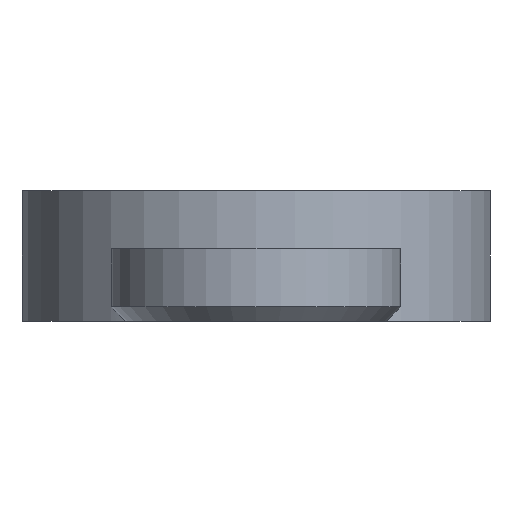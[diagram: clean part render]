
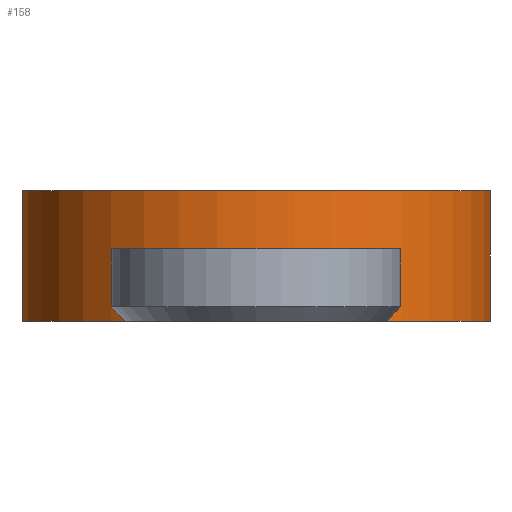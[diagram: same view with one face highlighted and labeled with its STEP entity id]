
A CAD part, left-side view. The second image highlights one B-rep face of the part: STEP entity #158.
In plain terms, the highlighted cylindrical face has radius 16.2 mm (diameter 32.4 mm), a partial arc.
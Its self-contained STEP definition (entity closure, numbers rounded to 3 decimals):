
#32 = VERTEX_POINT('',#33);
#33 = CARTESIAN_POINT('',(-12.745,-10.,5.));
#39 = EDGE_CURVE('',#40,#32,#42,.T.);
#40 = VERTEX_POINT('',#41);
#41 = CARTESIAN_POINT('',(-12.745,-10.,1.));
#42 = LINE('',#43,#44);
#43 = CARTESIAN_POINT('',(-12.745,-10.,0.));
#44 = VECTOR('',#45,1.);
#45 = DIRECTION('',(0.,0.,1.));
#103 = EDGE_CURVE('',#40,#104,#106,.T.);
#104 = VERTEX_POINT('',#105);
#105 = CARTESIAN_POINT('',(-13.47,-9.,0.));
#106 = ELLIPSE('',#107,22.91,16.2);
#107 = AXIS2_PLACEMENT_3D('',#108,#109,#110);
#108 = CARTESIAN_POINT('',(0.,0.,-9.));
#109 = DIRECTION('',(0.,-0.707,-0.707));
#110 = DIRECTION('',(0.,0.707,-0.707));
#128 = EDGE_CURVE('',#129,#32,#131,.T.);
#129 = VERTEX_POINT('',#130);
#130 = CARTESIAN_POINT('',(-12.745,10.,5.));
#131 = CIRCLE('',#132,16.2);
#132 = AXIS2_PLACEMENT_3D('',#133,#134,#135);
#133 = CARTESIAN_POINT('',(0.,0.,5.));
#134 = DIRECTION('',(0.,0.,1.));
#135 = DIRECTION('',(1.,0.,0.));
#158 = ADVANCED_FACE('',(#159),#318,.T.);
#159 = FACE_BOUND('',#160,.F.);
#160 = EDGE_LOOP('',(#161,#171,#180,#189,#198,#205,#206,#207,#208,#216,
    #225,#234,#243,#252,#261,#269,#276,#285,#294,#303,#310,#311));
#161 = ORIENTED_EDGE('',*,*,#162,.F.);
#162 = EDGE_CURVE('',#163,#165,#167,.T.);
#163 = VERTEX_POINT('',#164);
#164 = CARTESIAN_POINT('',(12.745,-10.,1.));
#165 = VERTEX_POINT('',#166);
#166 = CARTESIAN_POINT('',(12.745,-10.,5.));
#167 = LINE('',#168,#169);
#168 = CARTESIAN_POINT('',(12.745,-10.,0.));
#169 = VECTOR('',#170,1.);
#170 = DIRECTION('',(0.,0.,1.));
#171 = ORIENTED_EDGE('',*,*,#172,.F.);
#172 = EDGE_CURVE('',#173,#163,#175,.T.);
#173 = VERTEX_POINT('',#174);
#174 = CARTESIAN_POINT('',(13.47,-9.,0.));
#175 = ELLIPSE('',#176,22.91,16.2);
#176 = AXIS2_PLACEMENT_3D('',#177,#178,#179);
#177 = CARTESIAN_POINT('',(0.,0.,-9.));
#178 = DIRECTION('',(0.,-0.707,-0.707));
#179 = DIRECTION('',(0.,0.707,-0.707));
#180 = ORIENTED_EDGE('',*,*,#181,.F.);
#181 = EDGE_CURVE('',#182,#173,#184,.T.);
#182 = VERTEX_POINT('',#183);
#183 = CARTESIAN_POINT('',(12.745,-10.,0.));
#184 = CIRCLE('',#185,16.2);
#185 = AXIS2_PLACEMENT_3D('',#186,#187,#188);
#186 = CARTESIAN_POINT('',(0.,0.,0.));
#187 = DIRECTION('',(0.,-0.,1.));
#188 = DIRECTION('',(0.,1.,0.));
#189 = ORIENTED_EDGE('',*,*,#190,.F.);
#190 = EDGE_CURVE('',#191,#182,#193,.T.);
#191 = VERTEX_POINT('',#192);
#192 = CARTESIAN_POINT('',(-12.745,-10.,0.));
#193 = CIRCLE('',#194,16.2);
#194 = AXIS2_PLACEMENT_3D('',#195,#196,#197);
#195 = CARTESIAN_POINT('',(0.,0.,0.));
#196 = DIRECTION('',(0.,0.,1.));
#197 = DIRECTION('',(1.,0.,0.));
#198 = ORIENTED_EDGE('',*,*,#199,.T.);
#199 = EDGE_CURVE('',#191,#104,#200,.T.);
#200 = CIRCLE('',#201,16.2);
#201 = AXIS2_PLACEMENT_3D('',#202,#203,#204);
#202 = CARTESIAN_POINT('',(0.,0.,0.));
#203 = DIRECTION('',(0.,0.,-1.));
#204 = DIRECTION('',(0.,1.,0.));
#205 = ORIENTED_EDGE('',*,*,#103,.F.);
#206 = ORIENTED_EDGE('',*,*,#39,.T.);
#207 = ORIENTED_EDGE('',*,*,#128,.F.);
#208 = ORIENTED_EDGE('',*,*,#209,.F.);
#209 = EDGE_CURVE('',#210,#129,#212,.T.);
#210 = VERTEX_POINT('',#211);
#211 = CARTESIAN_POINT('',(-12.745,10.,1.));
#212 = LINE('',#213,#214);
#213 = CARTESIAN_POINT('',(-12.745,10.,0.));
#214 = VECTOR('',#215,1.);
#215 = DIRECTION('',(0.,0.,1.));
#216 = ORIENTED_EDGE('',*,*,#217,.T.);
#217 = EDGE_CURVE('',#210,#218,#220,.T.);
#218 = VERTEX_POINT('',#219);
#219 = CARTESIAN_POINT('',(-13.47,9.,0.));
#220 = ELLIPSE('',#221,22.91,16.2);
#221 = AXIS2_PLACEMENT_3D('',#222,#223,#224);
#222 = CARTESIAN_POINT('',(0.,0.,-9.));
#223 = DIRECTION('',(0.,-0.707,0.707));
#224 = DIRECTION('',(0.,-0.707,-0.707));
#225 = ORIENTED_EDGE('',*,*,#226,.F.);
#226 = EDGE_CURVE('',#227,#218,#229,.T.);
#227 = VERTEX_POINT('',#228);
#228 = CARTESIAN_POINT('',(-12.745,10.,0.));
#229 = CIRCLE('',#230,16.2);
#230 = AXIS2_PLACEMENT_3D('',#231,#232,#233);
#231 = CARTESIAN_POINT('',(0.,0.,0.));
#232 = DIRECTION('',(0.,-0.,1.));
#233 = DIRECTION('',(0.,1.,0.));
#234 = ORIENTED_EDGE('',*,*,#235,.F.);
#235 = EDGE_CURVE('',#236,#227,#238,.T.);
#236 = VERTEX_POINT('',#237);
#237 = CARTESIAN_POINT('',(12.745,10.,0.));
#238 = CIRCLE('',#239,16.2);
#239 = AXIS2_PLACEMENT_3D('',#240,#241,#242);
#240 = CARTESIAN_POINT('',(0.,0.,0.));
#241 = DIRECTION('',(0.,0.,1.));
#242 = DIRECTION('',(1.,0.,0.));
#243 = ORIENTED_EDGE('',*,*,#244,.T.);
#244 = EDGE_CURVE('',#236,#245,#247,.T.);
#245 = VERTEX_POINT('',#246);
#246 = CARTESIAN_POINT('',(13.47,9.,0.));
#247 = CIRCLE('',#248,16.2);
#248 = AXIS2_PLACEMENT_3D('',#249,#250,#251);
#249 = CARTESIAN_POINT('',(0.,0.,0.));
#250 = DIRECTION('',(0.,0.,-1.));
#251 = DIRECTION('',(0.,1.,0.));
#252 = ORIENTED_EDGE('',*,*,#253,.T.);
#253 = EDGE_CURVE('',#245,#254,#256,.T.);
#254 = VERTEX_POINT('',#255);
#255 = CARTESIAN_POINT('',(12.745,10.,1.));
#256 = ELLIPSE('',#257,22.91,16.2);
#257 = AXIS2_PLACEMENT_3D('',#258,#259,#260);
#258 = CARTESIAN_POINT('',(0.,0.,-9.));
#259 = DIRECTION('',(0.,-0.707,0.707));
#260 = DIRECTION('',(0.,-0.707,-0.707));
#261 = ORIENTED_EDGE('',*,*,#262,.T.);
#262 = EDGE_CURVE('',#254,#263,#265,.T.);
#263 = VERTEX_POINT('',#264);
#264 = CARTESIAN_POINT('',(12.745,10.,5.));
#265 = LINE('',#266,#267);
#266 = CARTESIAN_POINT('',(12.745,10.,0.));
#267 = VECTOR('',#268,1.);
#268 = DIRECTION('',(0.,0.,1.));
#269 = ORIENTED_EDGE('',*,*,#270,.F.);
#270 = EDGE_CURVE('',#271,#263,#273,.T.);
#271 = VERTEX_POINT('',#272);
#272 = CARTESIAN_POINT('',(12.745,10.,9.));
#273 = B_SPLINE_CURVE_WITH_KNOTS('',1,(#274,#275),.UNSPECIFIED.,.F.,.F.,
  (2,2),(-9.,-5.),.PIECEWISE_BEZIER_KNOTS.);
#274 = CARTESIAN_POINT('',(12.745,10.,9.));
#275 = CARTESIAN_POINT('',(12.745,10.,5.));
#276 = ORIENTED_EDGE('',*,*,#277,.T.);
#277 = EDGE_CURVE('',#271,#278,#280,.T.);
#278 = VERTEX_POINT('',#279);
#279 = CARTESIAN_POINT('',(-12.745,10.,9.));
#280 = CIRCLE('',#281,16.2);
#281 = AXIS2_PLACEMENT_3D('',#282,#283,#284);
#282 = CARTESIAN_POINT('',(0.,0.,9.));
#283 = DIRECTION('',(0.,0.,1.));
#284 = DIRECTION('',(1.,0.,0.));
#285 = ORIENTED_EDGE('',*,*,#286,.T.);
#286 = EDGE_CURVE('',#278,#287,#289,.T.);
#287 = VERTEX_POINT('',#288);
#288 = CARTESIAN_POINT('',(-12.745,-10.,9.));
#289 = CIRCLE('',#290,16.2);
#290 = AXIS2_PLACEMENT_3D('',#291,#292,#293);
#291 = CARTESIAN_POINT('',(0.,0.,9.));
#292 = DIRECTION('',(0.,0.,1.));
#293 = DIRECTION('',(1.,0.,0.));
#294 = ORIENTED_EDGE('',*,*,#295,.T.);
#295 = EDGE_CURVE('',#287,#296,#298,.T.);
#296 = VERTEX_POINT('',#297);
#297 = CARTESIAN_POINT('',(12.745,-10.,9.));
#298 = CIRCLE('',#299,16.2);
#299 = AXIS2_PLACEMENT_3D('',#300,#301,#302);
#300 = CARTESIAN_POINT('',(0.,0.,9.));
#301 = DIRECTION('',(0.,0.,1.));
#302 = DIRECTION('',(1.,0.,0.));
#303 = ORIENTED_EDGE('',*,*,#304,.T.);
#304 = EDGE_CURVE('',#296,#271,#305,.T.);
#305 = CIRCLE('',#306,16.2);
#306 = AXIS2_PLACEMENT_3D('',#307,#308,#309);
#307 = CARTESIAN_POINT('',(0.,0.,9.));
#308 = DIRECTION('',(0.,0.,1.));
#309 = DIRECTION('',(1.,0.,0.));
#310 = ORIENTED_EDGE('',*,*,#270,.T.);
#311 = ORIENTED_EDGE('',*,*,#312,.F.);
#312 = EDGE_CURVE('',#165,#263,#313,.T.);
#313 = CIRCLE('',#314,16.2);
#314 = AXIS2_PLACEMENT_3D('',#315,#316,#317);
#315 = CARTESIAN_POINT('',(0.,0.,5.));
#316 = DIRECTION('',(0.,0.,1.));
#317 = DIRECTION('',(1.,0.,0.));
#318 = CYLINDRICAL_SURFACE('',#319,16.2);
#319 = AXIS2_PLACEMENT_3D('',#320,#321,#322);
#320 = CARTESIAN_POINT('',(0.,0.,0.));
#321 = DIRECTION('',(-0.,-0.,-1.));
#322 = DIRECTION('',(1.,0.,0.));
